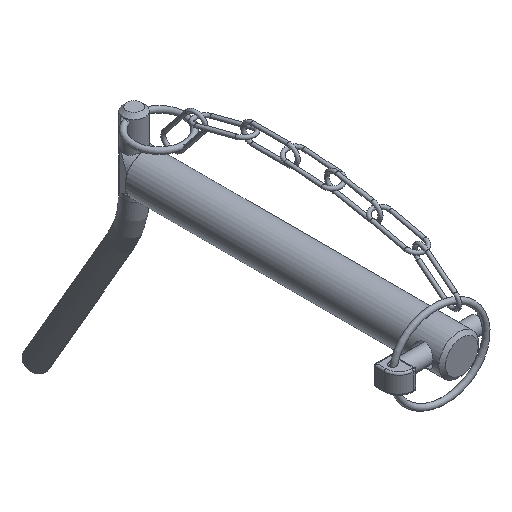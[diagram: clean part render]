
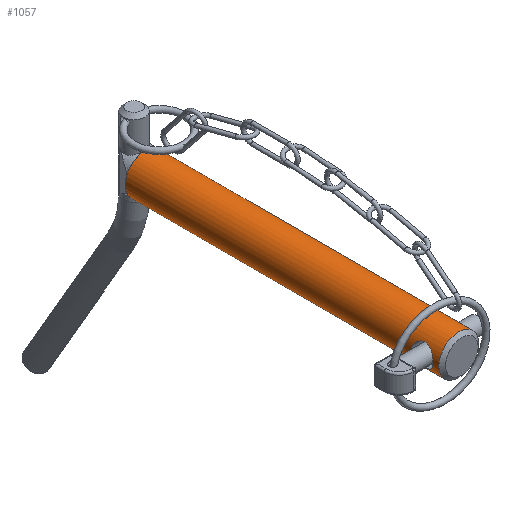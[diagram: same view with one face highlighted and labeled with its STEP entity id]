
A CAD part, isometric view. The second image highlights one B-rep face of the part: STEP entity #1057.
In plain terms, the highlighted cylindrical face has radius 11 mm (diameter 22 mm), a full revolution.
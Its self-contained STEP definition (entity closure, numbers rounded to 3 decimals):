
#73=FACE_BOUND('',#404,.T.);
#96=CIRCLE('',#1302,11.);
#97=CIRCLE('',#1303,11.);
#99=CIRCLE('',#1306,11.);
#200=LINE('',#12999,#256);
#201=LINE('',#13020,#257);
#256=VECTOR('',#1486,11.);
#257=VECTOR('',#1487,11.);
#305=CYLINDRICAL_SURFACE('',#1305,11.);
#339=FACE_OUTER_BOUND('',#403,.T.);
#403=EDGE_LOOP('',(#815,#816,#817,#818,#819,#820,#821,#822,#823));
#404=EDGE_LOOP('',(#824,#825));
#467=B_SPLINE_CURVE_WITH_KNOTS('',3,(#13001,#13002,#13003,#13004,#13005,
#13006,#13007,#13008,#13009,#13010,#13011,#13012,#13013,#13014,#13015,#13016,
#13017,#13018,#13019),.UNSPECIFIED.,.F.,.F.,(4,2,2,2,3,2,2,2,4),(2.78,
3.011,3.243,3.475,3.707,3.939,
4.171,4.402,4.634),.UNSPECIFIED.);
#468=B_SPLINE_CURVE_WITH_KNOTS('',3,(#13021,#13022,#13023,#13024,#13025,
#13026,#13027,#13028,#13029,#13030,#13031,#13032,#13033,#13034,#13035,#13036,
#13037,#13038),.UNSPECIFIED.,.F.,.F.,(4,2,2,2,2,2,2,2,4),(0.927,
1.158,1.389,1.621,1.853,2.086,
2.318,2.549,2.78),.UNSPECIFIED.);
#469=B_SPLINE_CURVE_WITH_KNOTS('',3,(#13041,#13042,#13043,#13044,#13045,
#13046,#13047,#13048,#13049,#13050,#13051,#13052,#13053,#13054,#13055,#13056,
#13057,#13058,#13059,#13060,#13061,#13062,#13063,#13064,#13065,#13066),
 .UNSPECIFIED.,.F.,.F.,(4,2,2,2,2,2,2,2,2,2,2,2,4),(0.,0.232,
0.464,0.696,0.927,1.158,
1.389,1.621,1.853,2.086,2.318,
2.549,2.78),.UNSPECIFIED.);
#470=B_SPLINE_CURVE_WITH_KNOTS('',3,(#13067,#13068,#13069,#13070,#13071,
#13072,#13073,#13074,#13075,#13076),.UNSPECIFIED.,.F.,.F.,(4,2,2,2,4),(2.78,
3.011,3.243,3.475,3.707),
 .UNSPECIFIED.);
#517=VERTEX_POINT('',#12988);
#518=VERTEX_POINT('',#12989);
#520=VERTEX_POINT('',#12996);
#521=VERTEX_POINT('',#12998);
#522=VERTEX_POINT('',#13000);
#523=VERTEX_POINT('',#13039);
#524=VERTEX_POINT('',#13040);
#622=EDGE_CURVE('',#517,#518,#96,.T.);
#623=EDGE_CURVE('',#518,#517,#97,.T.);
#626=EDGE_CURVE('',#520,#520,#99,.T.);
#627=EDGE_CURVE('',#520,#521,#200,.T.);
#628=EDGE_CURVE('',#521,#522,#467,.T.);
#629=EDGE_CURVE('',#522,#518,#201,.T.);
#630=EDGE_CURVE('',#522,#521,#468,.T.);
#631=EDGE_CURVE('',#523,#524,#469,.T.);
#632=EDGE_CURVE('',#524,#523,#470,.T.);
#815=ORIENTED_EDGE('',*,*,#626,.F.);
#816=ORIENTED_EDGE('',*,*,#627,.T.);
#817=ORIENTED_EDGE('',*,*,#628,.T.);
#818=ORIENTED_EDGE('',*,*,#629,.T.);
#819=ORIENTED_EDGE('',*,*,#622,.F.);
#820=ORIENTED_EDGE('',*,*,#623,.F.);
#821=ORIENTED_EDGE('',*,*,#629,.F.);
#822=ORIENTED_EDGE('',*,*,#630,.T.);
#823=ORIENTED_EDGE('',*,*,#627,.F.);
#824=ORIENTED_EDGE('',*,*,#631,.T.);
#825=ORIENTED_EDGE('',*,*,#632,.T.);
#1057=ADVANCED_FACE('',(#339,#73),#305,.T.);
#1302=AXIS2_PLACEMENT_3D('',#12990,#1475,#1476);
#1303=AXIS2_PLACEMENT_3D('',#12991,#1477,#1478);
#1305=AXIS2_PLACEMENT_3D('',#12995,#1482,#1483);
#1306=AXIS2_PLACEMENT_3D('',#12997,#1484,#1485);
#1475=DIRECTION('center_axis',(0.,-1.,0.));
#1476=DIRECTION('ref_axis',(1.,0.,0.));
#1477=DIRECTION('center_axis',(0.,-1.,0.));
#1478=DIRECTION('ref_axis',(1.,0.,0.));
#1482=DIRECTION('center_axis',(0.,1.,0.));
#1483=DIRECTION('ref_axis',(-1.,0.,0.));
#1484=DIRECTION('center_axis',(0.,1.,0.));
#1485=DIRECTION('ref_axis',(-1.,0.,0.));
#1486=DIRECTION('',(0.,-1.,0.));
#1487=DIRECTION('',(0.,-1.,0.));
#12988=CARTESIAN_POINT('',(-11.,1.678,0.));
#12989=CARTESIAN_POINT('',(11.,1.678,0.));
#12990=CARTESIAN_POINT('Origin',(0.,1.678,0.));
#12991=CARTESIAN_POINT('Origin',(0.,1.678,0.));
#12995=CARTESIAN_POINT('Origin',(0.,0.,0.));
#12996=CARTESIAN_POINT('',(11.,175.,0.));
#12997=CARTESIAN_POINT('Origin',(0.,175.,0.));
#12998=CARTESIAN_POINT('',(11.,17.,0.));
#12999=CARTESIAN_POINT('',(11.,0.,0.));
#13000=CARTESIAN_POINT('',(11.,5.,0.));
#13001=CARTESIAN_POINT('Ctrl Pts',(11.,17.,0.));
#13002=CARTESIAN_POINT('Ctrl Pts',(11.,17.,-0.771));
#13003=CARTESIAN_POINT('Ctrl Pts',(10.912,16.843,-1.582));
#13004=CARTESIAN_POINT('Ctrl Pts',(10.594,16.225,-3.056));
#13005=CARTESIAN_POINT('Ctrl Pts',(10.367,15.765,-3.72));
#13006=CARTESIAN_POINT('Ctrl Pts',(9.93,14.718,-4.767));
#13007=CARTESIAN_POINT('Ctrl Pts',(9.686,14.055,-5.225));
#13008=CARTESIAN_POINT('Ctrl Pts',(9.327,12.584,-5.842));
#13009=CARTESIAN_POINT('Ctrl Pts',(9.22,11.774,-6.));
#13010=CARTESIAN_POINT('Ctrl Pts',(9.22,11.,-6.));
#13011=CARTESIAN_POINT('Ctrl Pts',(9.22,10.226,-6.));
#13012=CARTESIAN_POINT('Ctrl Pts',(9.327,9.416,-5.842));
#13013=CARTESIAN_POINT('Ctrl Pts',(9.686,7.945,-5.225));
#13014=CARTESIAN_POINT('Ctrl Pts',(9.93,7.282,-4.767));
#13015=CARTESIAN_POINT('Ctrl Pts',(10.367,6.235,-3.72));
#13016=CARTESIAN_POINT('Ctrl Pts',(10.594,5.775,-3.056));
#13017=CARTESIAN_POINT('Ctrl Pts',(10.912,5.157,-1.582));
#13018=CARTESIAN_POINT('Ctrl Pts',(11.,5.,-0.771));
#13019=CARTESIAN_POINT('Ctrl Pts',(11.,5.,0.));
#13020=CARTESIAN_POINT('',(11.,0.,0.));
#13021=CARTESIAN_POINT('Ctrl Pts',(11.,5.,0.));
#13022=CARTESIAN_POINT('Ctrl Pts',(11.,5.,0.771));
#13023=CARTESIAN_POINT('Ctrl Pts',(10.912,5.157,1.582));
#13024=CARTESIAN_POINT('Ctrl Pts',(10.594,5.775,3.056));
#13025=CARTESIAN_POINT('Ctrl Pts',(10.367,6.235,3.72));
#13026=CARTESIAN_POINT('Ctrl Pts',(9.93,7.282,4.767));
#13027=CARTESIAN_POINT('Ctrl Pts',(9.686,7.945,5.225));
#13028=CARTESIAN_POINT('Ctrl Pts',(9.327,9.416,5.842));
#13029=CARTESIAN_POINT('Ctrl Pts',(9.22,10.226,6.));
#13030=CARTESIAN_POINT('Ctrl Pts',(9.22,11.774,6.));
#13031=CARTESIAN_POINT('Ctrl Pts',(9.327,12.584,5.842));
#13032=CARTESIAN_POINT('Ctrl Pts',(9.686,14.055,5.225));
#13033=CARTESIAN_POINT('Ctrl Pts',(9.93,14.718,4.767));
#13034=CARTESIAN_POINT('Ctrl Pts',(10.367,15.765,3.72));
#13035=CARTESIAN_POINT('Ctrl Pts',(10.594,16.225,3.056));
#13036=CARTESIAN_POINT('Ctrl Pts',(10.912,16.843,1.582));
#13037=CARTESIAN_POINT('Ctrl Pts',(11.,17.,0.771));
#13038=CARTESIAN_POINT('Ctrl Pts',(11.,17.,0.));
#13039=CARTESIAN_POINT('',(-9.22,11.,-6.));
#13040=CARTESIAN_POINT('',(-11.,5.,0.));
#13041=CARTESIAN_POINT('Ctrl Pts',(-9.22,11.,-6.));
#13042=CARTESIAN_POINT('Ctrl Pts',(-9.22,11.774,-6.));
#13043=CARTESIAN_POINT('Ctrl Pts',(-9.327,12.584,-5.842));
#13044=CARTESIAN_POINT('Ctrl Pts',(-9.686,14.055,-5.225));
#13045=CARTESIAN_POINT('Ctrl Pts',(-9.93,14.718,-4.767));
#13046=CARTESIAN_POINT('Ctrl Pts',(-10.367,15.765,-3.72));
#13047=CARTESIAN_POINT('Ctrl Pts',(-10.594,16.225,-3.056));
#13048=CARTESIAN_POINT('Ctrl Pts',(-10.912,16.843,-1.582));
#13049=CARTESIAN_POINT('Ctrl Pts',(-11.,17.,-0.771));
#13050=CARTESIAN_POINT('Ctrl Pts',(-11.,17.,0.771));
#13051=CARTESIAN_POINT('Ctrl Pts',(-10.912,16.843,1.582));
#13052=CARTESIAN_POINT('Ctrl Pts',(-10.594,16.225,3.056));
#13053=CARTESIAN_POINT('Ctrl Pts',(-10.367,15.765,3.72));
#13054=CARTESIAN_POINT('Ctrl Pts',(-9.93,14.718,4.767));
#13055=CARTESIAN_POINT('Ctrl Pts',(-9.686,14.055,5.225));
#13056=CARTESIAN_POINT('Ctrl Pts',(-9.327,12.584,5.842));
#13057=CARTESIAN_POINT('Ctrl Pts',(-9.22,11.774,6.));
#13058=CARTESIAN_POINT('Ctrl Pts',(-9.22,10.226,6.));
#13059=CARTESIAN_POINT('Ctrl Pts',(-9.327,9.416,5.842));
#13060=CARTESIAN_POINT('Ctrl Pts',(-9.686,7.945,5.225));
#13061=CARTESIAN_POINT('Ctrl Pts',(-9.93,7.282,4.767));
#13062=CARTESIAN_POINT('Ctrl Pts',(-10.367,6.235,3.72));
#13063=CARTESIAN_POINT('Ctrl Pts',(-10.594,5.775,3.056));
#13064=CARTESIAN_POINT('Ctrl Pts',(-10.912,5.157,1.582));
#13065=CARTESIAN_POINT('Ctrl Pts',(-11.,5.,0.771));
#13066=CARTESIAN_POINT('Ctrl Pts',(-11.,5.,0.));
#13067=CARTESIAN_POINT('Ctrl Pts',(-11.,5.,0.));
#13068=CARTESIAN_POINT('Ctrl Pts',(-11.,5.,-0.771));
#13069=CARTESIAN_POINT('Ctrl Pts',(-10.912,5.157,-1.582));
#13070=CARTESIAN_POINT('Ctrl Pts',(-10.594,5.775,-3.056));
#13071=CARTESIAN_POINT('Ctrl Pts',(-10.367,6.235,-3.72));
#13072=CARTESIAN_POINT('Ctrl Pts',(-9.93,7.282,-4.767));
#13073=CARTESIAN_POINT('Ctrl Pts',(-9.686,7.945,-5.225));
#13074=CARTESIAN_POINT('Ctrl Pts',(-9.327,9.416,-5.842));
#13075=CARTESIAN_POINT('Ctrl Pts',(-9.22,10.226,-6.));
#13076=CARTESIAN_POINT('Ctrl Pts',(-9.22,11.,-6.));
